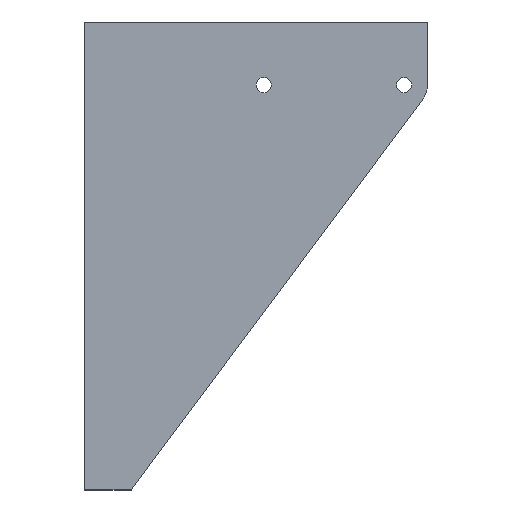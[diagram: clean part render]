
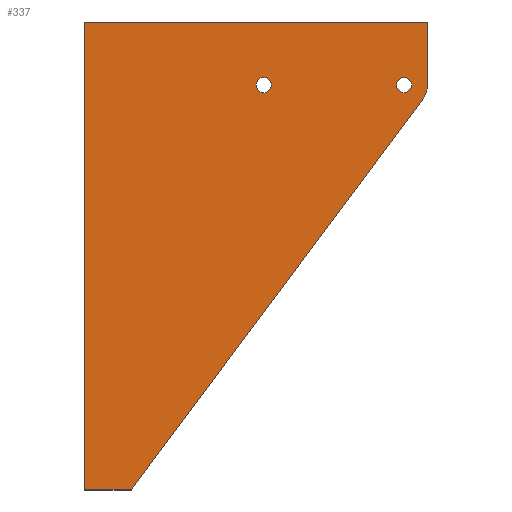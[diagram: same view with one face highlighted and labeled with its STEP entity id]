
A CAD part, top view. The second image highlights one B-rep face of the part: STEP entity #337.
In plain terms, the highlighted planar face has unit normal (0, 0, 1).
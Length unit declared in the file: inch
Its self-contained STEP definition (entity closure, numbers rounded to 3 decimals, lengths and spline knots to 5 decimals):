
#79=CARTESIAN_POINT('',(6.88126,-0.82677,0.5));
#80=VERTEX_POINT('',#79);
#81=CARTESIAN_POINT('',(6.72181,-0.82677,0.5));
#82=DIRECTION('',(0.0,0.0,-1.0));
#83=DIRECTION('',(-1.0,0.0,0.0));
#84=AXIS2_PLACEMENT_3D('',#81,#82,#83);
#85=CIRCLE('',#84,0.15945);
#86=EDGE_CURVE('',#80,#80,#85,.T.);
#107=CARTESIAN_POINT('',(3.9285,-0.82677,0.5));
#108=VERTEX_POINT('',#107);
#109=CARTESIAN_POINT('',(3.76906,-0.82677,0.5));
#110=DIRECTION('',(0.0,0.0,-1.0));
#111=DIRECTION('',(-1.0,0.0,0.0));
#112=AXIS2_PLACEMENT_3D('',#109,#110,#111);
#113=CIRCLE('',#112,0.15945);
#114=EDGE_CURVE('',#108,#108,#113,.T.);
#146=CARTESIAN_POINT('',(7.21394,-0.82677,0.5));
#147=VERTEX_POINT('',#146);
#154=CARTESIAN_POINT('',(7.1163,-1.121,0.5));
#155=VERTEX_POINT('',#154);
#156=CARTESIAN_POINT('',(6.72181,-0.82677,0.5));
#157=DIRECTION('',(0.0,0.0,1.0));
#158=DIRECTION('',(-1.0,0.0,0.0));
#159=AXIS2_PLACEMENT_3D('',#156,#157,#158);
#160=CIRCLE('',#159,0.49213);
#161=EDGE_CURVE('',#155,#147,#160,.T.);
#186=CARTESIAN_POINT('',(0.98425,-9.34252,0.5));
#187=VERTEX_POINT('',#186);
#188=CARTESIAN_POINT('',(0.98425,-9.34252,0.5));
#189=DIRECTION('',(0.598,0.802,0.0));
#190=VECTOR('',#189,10.25648);
#191=LINE('',#188,#190);
#192=EDGE_CURVE('',#187,#155,#191,.T.);
#217=CARTESIAN_POINT('',(0.,-9.34252,0.5));
#218=VERTEX_POINT('',#217);
#219=CARTESIAN_POINT('',(0.,-9.34252,0.5));
#220=DIRECTION('',(1.0,0.0,0.0));
#221=VECTOR('',#220,0.98425);
#222=LINE('',#219,#221);
#223=EDGE_CURVE('',#218,#187,#222,.T.);
#248=CARTESIAN_POINT('',(0.0,0.5,0.5));
#249=VERTEX_POINT('',#248);
#250=CARTESIAN_POINT('',(0.,0.5,0.5));
#251=DIRECTION('',(0.0,-1.0,0.0));
#252=VECTOR('',#251,9.84252);
#253=LINE('',#250,#252);
#254=EDGE_CURVE('',#249,#218,#253,.T.);
#279=CARTESIAN_POINT('',(7.21394,0.5,0.5));
#280=VERTEX_POINT('',#279);
#281=CARTESIAN_POINT('',(7.21394,0.5,0.5));
#282=DIRECTION('',(-1.0,0.0,0.0));
#283=VECTOR('',#282,7.21394);
#284=LINE('',#281,#283);
#285=EDGE_CURVE('',#280,#249,#284,.T.);
#308=CARTESIAN_POINT('',(7.21394,-0.82677,0.5));
#309=DIRECTION('',(0.0,1.0,0.0));
#310=VECTOR('',#309,1.32677);
#311=LINE('',#308,#310);
#312=EDGE_CURVE('',#147,#280,#311,.T.);
#318=CARTESIAN_POINT('',(2.65622,-3.45649,0.5));
#319=DIRECTION('',(0.0,0.0,1.0));
#320=DIRECTION('',(1.0,0.0,0.0));
#321=AXIS2_PLACEMENT_3D('',#318,#319,#320);
#322=PLANE('',#321);
#323=ORIENTED_EDGE('',*,*,#312,.T.);
#324=ORIENTED_EDGE('',*,*,#285,.T.);
#325=ORIENTED_EDGE('',*,*,#254,.T.);
#326=ORIENTED_EDGE('',*,*,#223,.T.);
#327=ORIENTED_EDGE('',*,*,#192,.T.);
#328=ORIENTED_EDGE('',*,*,#161,.T.);
#329=EDGE_LOOP('',(#323,#324,#325,#326,#327,#328));
#330=FACE_OUTER_BOUND('',#329,.T.);
#331=ORIENTED_EDGE('',*,*,#86,.T.);
#332=EDGE_LOOP('',(#331));
#333=FACE_BOUND('',#332,.T.);
#334=ORIENTED_EDGE('',*,*,#114,.T.);
#335=EDGE_LOOP('',(#334));
#336=FACE_BOUND('',#335,.T.);
#337=ADVANCED_FACE('',(#330,#333,#336),#322,.T.);
